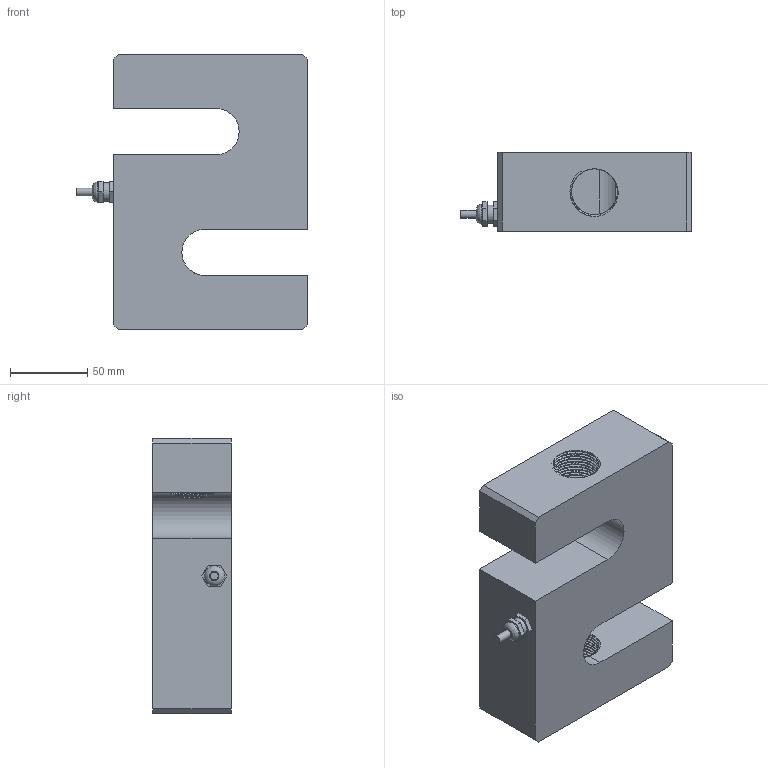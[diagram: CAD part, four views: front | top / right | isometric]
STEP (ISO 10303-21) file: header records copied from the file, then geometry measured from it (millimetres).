
FILE_DESCRIPTION(/* description */ (''),/* implementation_level */ '2;1');
FILE_NAME(/* name */ '101NH-20klb v4.step',/* time_stamp */ '2020-01-23T11:12:23-08:00',/* author */ (''),/* organization */ (''),/* preprocessor_version */ 'ST-DEVELOPER v18',/* originating_system */ 'Autodesk Translation Framework v8.12.0.6',/* authorisation */ '');
FILE_SCHEMA (('AUTOMOTIVE_DESIGN { 1 0 10303 214 3 1 1 }'));
Length unit declared in the file: millimetre
Products named in the file (2): 101NH-20klb; Connector v1
Assembly tree (1 placements, depth 2):
  101NH-20klb
    Connector v1
Bounding box: 148.9 x 50.8 x 177.8 mm (x, y, z)
Volume: 795833.2 mm3; surface area: 99165 mm2
Topology: 2 solids, 5 shells, 150 faces, 400 edges, 263 vertices
Faces by surface type: cylinder 94, plane 43, bspline 13
Full cylindrical faces by diameter (mm): 5.1 x1, 10 x1, 12 x1, 13 x1, 29.693 x34, 31.75 x35, 35.6 x1, 36.2 x2, 39.6 x2
Entity records: 12703 total; most frequent: CARTESIAN_POINT 9299, ORIENTED_EDGE 800, DIRECTION 518, EDGE_CURVE 400, VERTEX_POINT 263, B_SPLINE_CURVE_WITH_KNOTS 198, AXIS2_PLACEMENT_3D 176, LINE 166
